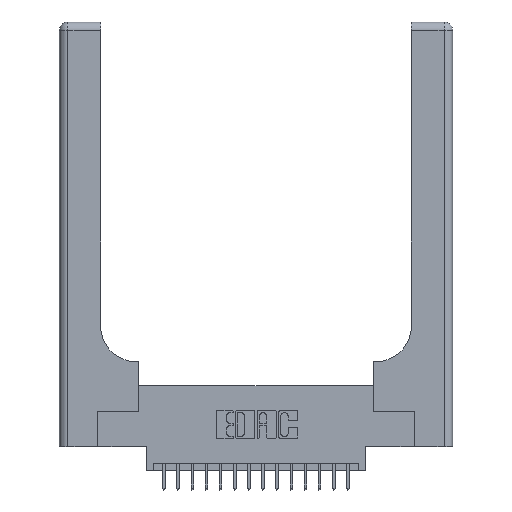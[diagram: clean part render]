
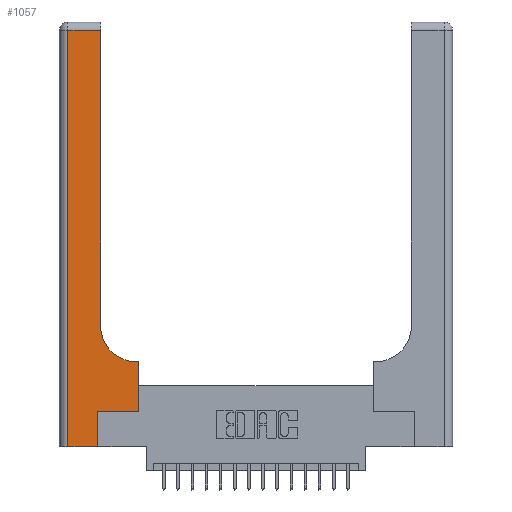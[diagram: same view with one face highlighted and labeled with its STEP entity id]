
A CAD part, top view. The second image highlights one B-rep face of the part: STEP entity #1057.
In plain terms, the highlighted planar face has unit normal (0, 0, 1).
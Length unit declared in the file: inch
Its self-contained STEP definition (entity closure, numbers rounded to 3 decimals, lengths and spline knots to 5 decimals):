
#124 = AXIS2_PLACEMENT_3D ( 'NONE', #14156, #9764, #14061 ) ;
#257 = EDGE_CURVE ( 'NONE', #17870, #8246, #8847, .T. ) ;
#938 = EDGE_CURVE ( 'NONE', #19526, #8855, #18994, .T. ) ;
#1057 = ADVANCED_FACE ( 'NONE', ( #15112 ), #13585, .F. ) ;
#1100 = DIRECTION ( 'NONE',  ( 0., 1., 0. ) ) ;
#1518 = DIRECTION ( 'NONE',  ( -1., 0., 0. ) ) ;
#2025 = EDGE_CURVE ( 'NONE', #8855, #17870, #15354, .T. ) ;
#2048 = EDGE_CURVE ( 'NONE', #8246, #14488, #13188, .T. ) ;
#2049 = VECTOR ( 'NONE', #14397, 39.37008 ) ;
#2236 = ORIENTED_EDGE ( 'NONE', *, *, #938, .T. ) ;
#2629 = ORIENTED_EDGE ( 'NONE', *, *, #12783, .T. ) ;
#2850 = CARTESIAN_POINT ( 'NONE',  ( 0.269, 0., 0.37 ) ) ;
#2933 = DIRECTION ( 'NONE',  ( 0., 1., 0. ) ) ;
#3186 = ORIENTED_EDGE ( 'NONE', *, *, #5784, .T. ) ;
#3251 = ORIENTED_EDGE ( 'NONE', *, *, #7366, .T. ) ;
#3387 = VECTOR ( 'NONE', #1100, 39.37008 ) ;
#3540 = EDGE_CURVE ( 'NONE', #15666, #19526, #6003, .T. ) ;
#4192 = CARTESIAN_POINT ( 'NONE',  ( 0.269, 0.25, 0.37 ) ) ;
#4370 = LINE ( 'NONE', #11993, #17484 ) ;
#4756 = VERTEX_POINT ( 'NONE', #18069 ) ;
#4780 = LINE ( 'NONE', #14434, #18492 ) ;
#5784 = EDGE_CURVE ( 'NONE', #4756, #15666, #4780, .T. ) ;
#6003 = LINE ( 'NONE', #13751, #16786 ) ;
#6087 = DIRECTION ( 'NONE',  ( 1., 0., 0. ) ) ;
#6420 = CARTESIAN_POINT ( 'NONE',  ( 0.5415, 0.6, 0.37 ) ) ;
#6467 = EDGE_LOOP ( 'NONE', ( #3186, #14354, #2236, #19665, #8287, #10091, #3251, #18762, #2629 ) ) ;
#7081 = VECTOR ( 'NONE', #1518, 39.37008 ) ;
#7341 = CIRCLE ( 'NONE', #124, 0.25 ) ;
#7366 = EDGE_CURVE ( 'NONE', #14488, #19381, #4370, .T. ) ;
#7972 = VECTOR ( 'NONE', #10150, 39.37008 ) ;
#8246 = VERTEX_POINT ( 'NONE', #4192 ) ;
#8287 = ORIENTED_EDGE ( 'NONE', *, *, #257, .T. ) ;
#8293 = CARTESIAN_POINT ( 'NONE',  ( 0.5585, 0.6, 0.37 ) ) ;
#8753 = DIRECTION ( 'NONE',  ( -1., 0., 0. ) ) ;
#8847 = LINE ( 'NONE', #2850, #3387 ) ;
#8855 = VERTEX_POINT ( 'NONE', #15126 ) ;
#9749 = DIRECTION ( 'NONE',  ( 0., 1., 0. ) ) ;
#9764 = DIRECTION ( 'NONE',  ( 0., 0., -1. ) ) ;
#10091 = ORIENTED_EDGE ( 'NONE', *, *, #2048, .T. ) ;
#10150 = DIRECTION ( 'NONE',  ( 1., 0., 0. ) ) ;
#10190 = CARTESIAN_POINT ( 'NONE',  ( 0., 3., 0.37 ) ) ;
#11911 = DIRECTION ( 'NONE',  ( 0., 0., -1. ) ) ;
#11993 = CARTESIAN_POINT ( 'NONE',  ( 0.5585, 0.25, 0.37 ) ) ;
#12491 = AXIS2_PLACEMENT_3D ( 'NONE', #10190, #11911, #8753 ) ;
#12676 = CARTESIAN_POINT ( 'NONE',  ( 0.06, 3., 0.37 ) ) ;
#12783 = EDGE_CURVE ( 'NONE', #18368, #4756, #7341, .T. ) ;
#13188 = LINE ( 'NONE', #17968, #7972 ) ;
#13585 = PLANE ( 'NONE',  #12491 ) ;
#13599 = LINE ( 'NONE', #17100, #7081 ) ;
#13751 = CARTESIAN_POINT ( 'NONE',  ( 0., 2.94, 0.37 ) ) ;
#14061 = DIRECTION ( 'NONE',  ( 1., 0., 0. ) ) ;
#14156 = CARTESIAN_POINT ( 'NONE',  ( 0.5415, 0.85, 0.37 ) ) ;
#14354 = ORIENTED_EDGE ( 'NONE', *, *, #3540, .T. ) ;
#14397 = DIRECTION ( 'NONE',  ( 0., -1., 0. ) ) ;
#14434 = CARTESIAN_POINT ( 'NONE',  ( 0.2915, 3., 0.37 ) ) ;
#14488 = VERTEX_POINT ( 'NONE', #16375 ) ;
#14895 = CARTESIAN_POINT ( 'NONE',  ( 0.2915, 2.94, 0.37 ) ) ;
#15112 = FACE_OUTER_BOUND ( 'NONE', #6467, .T. ) ;
#15126 = CARTESIAN_POINT ( 'NONE',  ( 0.06, 0., 0.37 ) ) ;
#15354 = LINE ( 'NONE', #20047, #16404 ) ;
#15481 = EDGE_CURVE ( 'NONE', #19381, #18368, #13599, .T. ) ;
#15531 = CARTESIAN_POINT ( 'NONE',  ( 0.269, 0., 0.37 ) ) ;
#15666 = VERTEX_POINT ( 'NONE', #14895 ) ;
#16375 = CARTESIAN_POINT ( 'NONE',  ( 0.5585, 0.25, 0.37 ) ) ;
#16404 = VECTOR ( 'NONE', #6087, 39.37008 ) ;
#16537 = CARTESIAN_POINT ( 'NONE',  ( 0.06, 2.94, 0.37 ) ) ;
#16786 = VECTOR ( 'NONE', #18537, 39.37008 ) ;
#17100 = CARTESIAN_POINT ( 'NONE',  ( 0.2915, 0.6, 0.37 ) ) ;
#17484 = VECTOR ( 'NONE', #2933, 39.37008 ) ;
#17870 = VERTEX_POINT ( 'NONE', #15531 ) ;
#17968 = CARTESIAN_POINT ( 'NONE',  ( 0.269, 0.25, 0.37 ) ) ;
#18069 = CARTESIAN_POINT ( 'NONE',  ( 0.2915, 0.85, 0.37 ) ) ;
#18368 = VERTEX_POINT ( 'NONE', #6420 ) ;
#18492 = VECTOR ( 'NONE', #9749, 39.37008 ) ;
#18537 = DIRECTION ( 'NONE',  ( -1., 0., 0. ) ) ;
#18762 = ORIENTED_EDGE ( 'NONE', *, *, #15481, .T. ) ;
#18994 = LINE ( 'NONE', #12676, #2049 ) ;
#19381 = VERTEX_POINT ( 'NONE', #8293 ) ;
#19526 = VERTEX_POINT ( 'NONE', #16537 ) ;
#19665 = ORIENTED_EDGE ( 'NONE', *, *, #2025, .T. ) ;
#20047 = CARTESIAN_POINT ( 'NONE',  ( 0., 0., 0.37 ) ) ;
